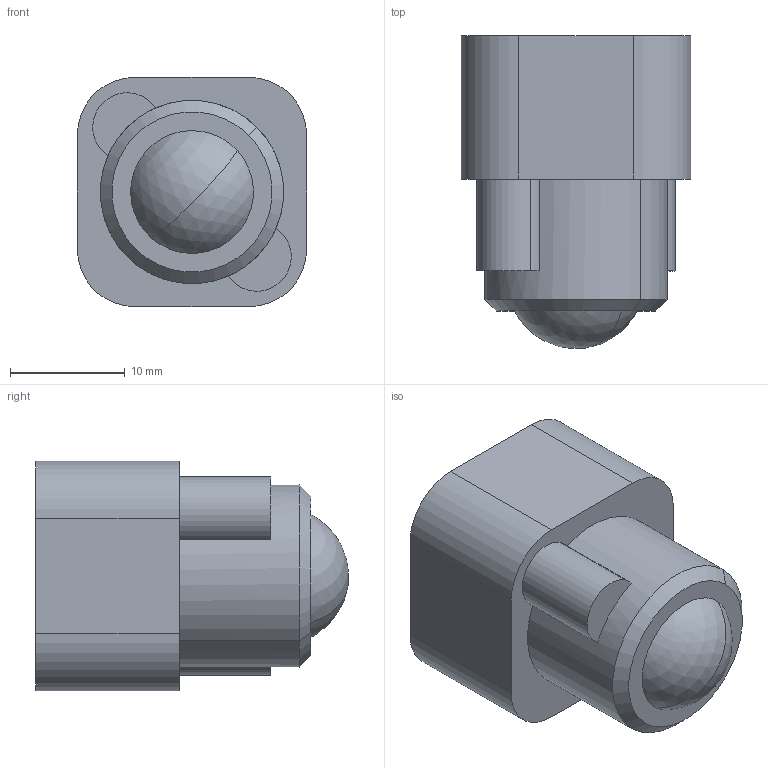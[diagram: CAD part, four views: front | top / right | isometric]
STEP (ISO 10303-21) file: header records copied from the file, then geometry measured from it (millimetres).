
FILE_DESCRIPTION (( 'STEP AP214' ), '1' );
FILE_NAME ('CWbeta.STEP', '2019-08-21T17:07:33', ( '' ), ( '' ), 'SwSTEP 2.0', 'SolidWorks 2019', '' );
FILE_SCHEMA (( 'AUTOMOTIVE_DESIGN' ));
Length unit declared in the file: millimetre
Products named in the file (1): CWbeta
Bounding box: 20 x 27.25 x 20 mm (x, y, z)
Volume: 6051.3 mm3; surface area: 3590.4 mm2
Topology: 1 solids, 1 shells, 193 faces, 547 edges, 364 vertices
Faces by surface type: cylinder 134, plane 55, cone 2, sphere 2
Entity records: 8523 total; most frequent: DIRECTION 1220, CARTESIAN_POINT 1105, ORIENTED_EDGE 1094, EDGE_CURVE 547, AXIS2_PLACEMENT_3D 479, VERTEX_POINT 364, CIRCLE 285, VECTOR 262
